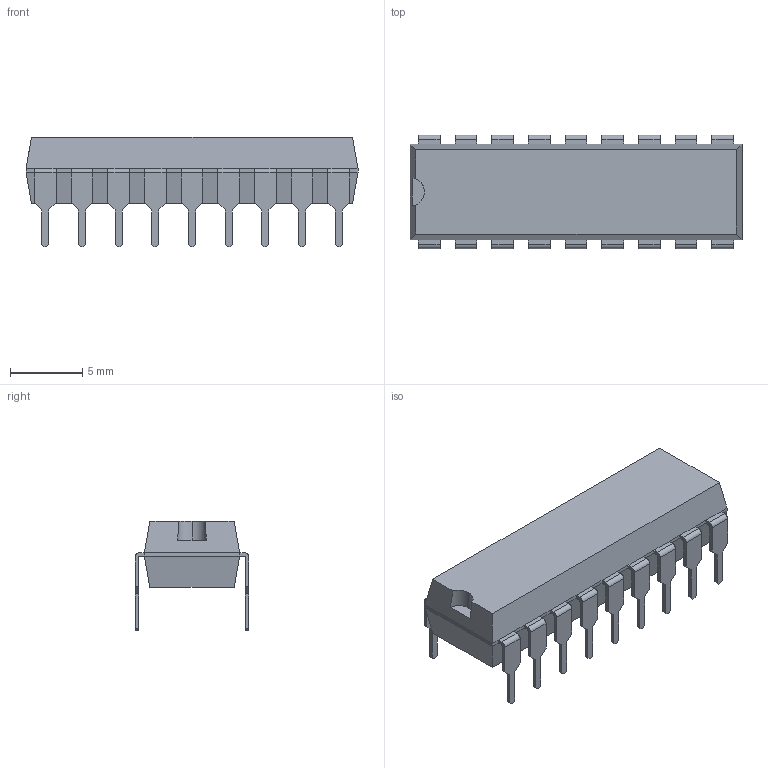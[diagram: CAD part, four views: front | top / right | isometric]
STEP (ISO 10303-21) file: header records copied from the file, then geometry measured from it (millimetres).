
FILE_DESCRIPTION (( 'STEP AP214' ), '1' );
FILE_NAME ('D7B6015E-21B8-46BA-A8BC-EE72FCE428CF.STEP', '2008-07-27T18:19:56', ( 'Solidworks' ), ( 'Solidworks' ), 'SwSTEP 2.0', 'SolidWorks 2008', '' );
FILE_SCHEMA (( 'AUTOMOTIVE_DESIGN' ));
Length unit declared in the file: millimetre
Products named in the file (1): D7B6015E-21B8-46BA-A8BC-EE72FCE428CF
Bounding box: 22.99 x 7.87 x 7.57 mm (x, y, z)
Volume: 670.2 mm3; surface area: 783.7 mm2
Topology: 1 solids, 1 shells, 305 faces, 829 edges, 526 vertices
Faces by surface type: plane 267, cylinder 38
Entity records: 9787 total; most frequent: CARTESIAN_POINT 1667, ORIENTED_EDGE 1658, DIRECTION 1515, EDGE_CURVE 829, VECTOR 751, LINE 751, VERTEX_POINT 526, AXIS2_PLACEMENT_3D 382
